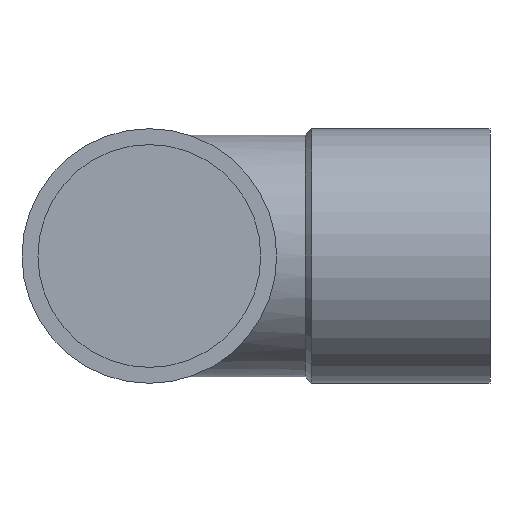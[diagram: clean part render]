
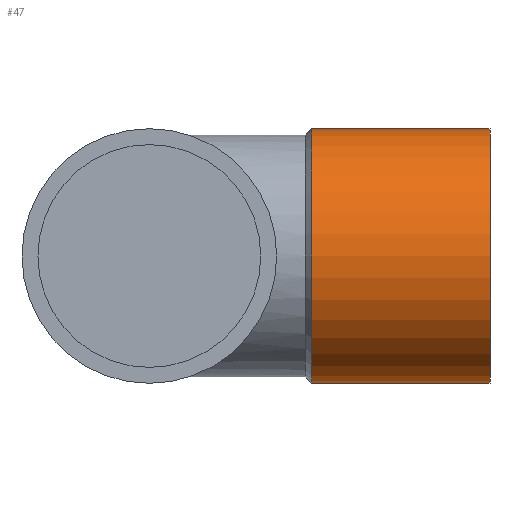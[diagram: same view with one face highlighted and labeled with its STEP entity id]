
A CAD part, front view. The second image highlights one B-rep face of the part: STEP entity #47.
In plain terms, the highlighted cylindrical face has radius 20 mm (diameter 40 mm), a full revolution.
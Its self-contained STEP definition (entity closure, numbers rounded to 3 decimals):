
#47 = ADVANCED_FACE( '', ( #105, #106 ), #107, .T. );
#105 = FACE_OUTER_BOUND( '', #178, .T. );
#106 = FACE_OUTER_BOUND( '', #179, .T. );
#107 = CYLINDRICAL_SURFACE( '', #180, 20. );
#178 = EDGE_LOOP( '', ( #251 ) );
#179 = EDGE_LOOP( '', ( #252 ) );
#180 = AXIS2_PLACEMENT_3D( '', #253, #254, #255 );
#251 = ORIENTED_EDGE( '', *, *, #341, .T. );
#252 = ORIENTED_EDGE( '', *, *, #342, .T. );
#253 = CARTESIAN_POINT( '', ( 24.5, 49.5, 0. ) );
#254 = DIRECTION( '', ( -1., 0., 0. ) );
#255 = DIRECTION( '', ( 0., 1., 0. ) );
#341 = EDGE_CURVE( '', #380, #380, #381, .F. );
#342 = EDGE_CURVE( '', #382, #382, #383, .T. );
#380 = VERTEX_POINT( '', #568 );
#381 = CIRCLE( '', #569, 20. );
#382 = VERTEX_POINT( '', #570 );
#383 = CIRCLE( '', #571, 20. );
#568 = CARTESIAN_POINT( '', ( 25.5, 49.5, 20. ) );
#569 = AXIS2_PLACEMENT_3D( '', #616, #617, #618 );
#570 = CARTESIAN_POINT( '', ( 53.5, 69.5, 0. ) );
#571 = AXIS2_PLACEMENT_3D( '', #619, #620, #621 );
#616 = CARTESIAN_POINT( '', ( 25.5, 49.5, 0. ) );
#617 = DIRECTION( '', ( -1., 0., 0. ) );
#618 = DIRECTION( '', ( 0., 0., 1. ) );
#619 = CARTESIAN_POINT( '', ( 53.5, 49.5, 0. ) );
#620 = DIRECTION( '', ( -1., 0., 0. ) );
#621 = DIRECTION( '', ( 0., 1., 0. ) );
